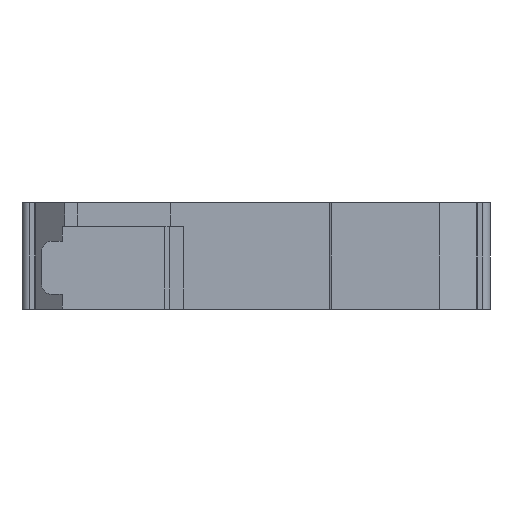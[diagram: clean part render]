
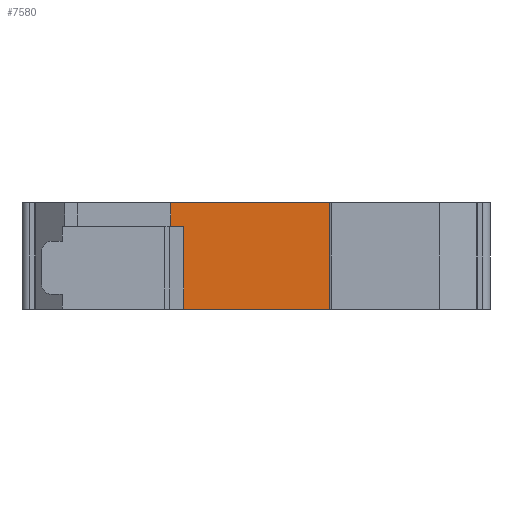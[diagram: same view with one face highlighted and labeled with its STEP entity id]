
A CAD part, front view. The second image highlights one B-rep face of the part: STEP entity #7580.
In plain terms, the highlighted planar face has unit normal (0, -1, 0).
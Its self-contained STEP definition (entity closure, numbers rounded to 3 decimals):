
#1600=CARTESIAN_POINT('',(17.5,0.,22.6));
#1610=VERTEX_POINT('',#1600);
#1640=CARTESIAN_POINT('',(0.,0.,22.6)
);
#1650=DIRECTION('',(-1.,0.,0.));
#1660=VECTOR('',#1650,1.);
#1670=LINE('',#1640,#1660);
#1680=CARTESIAN_POINT('',(-18.,0.,22.6));
#1690=VERTEX_POINT('',#1680);
#1700=EDGE_CURVE('',#1610,#1690,#1670,.T.);
#4610=CARTESIAN_POINT('',(-18.,0.,0.));
#4620=VERTEX_POINT('',#4610);
#4650=CARTESIAN_POINT('',(0.,0.,
0.));
#4660=DIRECTION('',(1.,0.,0.));
#4670=VECTOR('',#4660,1.);
#4680=LINE('',#4650,#4670);
#4690=CARTESIAN_POINT('',(17.5,0.,
0.));
#4700=VERTEX_POINT('',#4690);
#4710=EDGE_CURVE('',#4620,#4700,#4680,.T.);
#6970=CARTESIAN_POINT('',(17.5,0.,26.4));
#6980=DIRECTION('',(0.,0.,-1.));
#6990=VECTOR('',#6980,1.);
#7000=LINE('',#6970,#6990);
#7010=EDGE_CURVE('',#1610,#4700,#7000,.T.);
#7140=CARTESIAN_POINT('',(-18.,0.,22.6));
#7150=DIRECTION('',(-0.,-1.,-0.));
#7160=DIRECTION('',(-1.,0.,0.));
#7170=AXIS2_PLACEMENT_3D('',#7140,#7150,#7160);
#7180=PLANE('',#7170);
#7190=ORIENTED_EDGE('',*,*,#7010,.F.);
#7200=ORIENTED_EDGE('',*,*,#4710,.T.);
#7210=CARTESIAN_POINT('',(-18.,0.,26.4));
#7220=DIRECTION('',(0.,0.,-1.));
#7230=VECTOR('',#7220,1.);
#7240=LINE('',#7210,#7230);
#7250=CARTESIAN_POINT('',(-18.,0.,
0.05));
#7260=VERTEX_POINT('',#7250);
#7270=EDGE_CURVE('',#7260,#4620,#7240,.T.);
#7280=ORIENTED_EDGE('',*,*,#7270,.T.);
#7290=CARTESIAN_POINT('',(0.,0.,
0.05));
#7300=DIRECTION('',(1.,0.,0.));
#7310=VECTOR('',#7300,1.);
#7320=LINE('',#7290,#7310);
#7330=CARTESIAN_POINT('',(-17.5,0.,
0.05));
#7340=VERTEX_POINT('',#7330);
#7350=EDGE_CURVE('',#7260,#7340,#7320,.T.);
#7360=ORIENTED_EDGE('',*,*,#7350,.F.);
#7370=CARTESIAN_POINT('',(-17.5,0.,26.4));
#7380=DIRECTION('',(0.,0.,1.));
#7390=VECTOR('',#7380,1.);
#7400=LINE('',#7370,#7390);
#7410=CARTESIAN_POINT('',(-17.5,0.,
17.55));
#7420=VERTEX_POINT('',#7410);
#7430=EDGE_CURVE('',#7340,#7420,#7400,.T.);
#7440=ORIENTED_EDGE('',*,*,#7430,.F.);
#7450=CARTESIAN_POINT('',(0.,0.,
17.55));
#7460=DIRECTION('',(-1.,0.,0.));
#7470=VECTOR('',#7460,1.);
#7480=LINE('',#7450,#7470);
#7490=CARTESIAN_POINT('',(-18.,0.,
17.55));
#7500=VERTEX_POINT('',#7490);
#7510=EDGE_CURVE('',#7420,#7500,#7480,.T.);
#7520=ORIENTED_EDGE('',*,*,#7510,.F.);
#7530=EDGE_CURVE('',#1690,#7500,#7240,.T.);
#7540=ORIENTED_EDGE('',*,*,#7530,.T.);
#7550=ORIENTED_EDGE('',*,*,#1700,.T.);
#7560=EDGE_LOOP('',(#7550,#7540,#7520,#7440,#7360,#7280,#7200,#7190));
#7570=FACE_OUTER_BOUND('',#7560,.T.);
#7580=ADVANCED_FACE('',(#7570),#7180,.T.);
